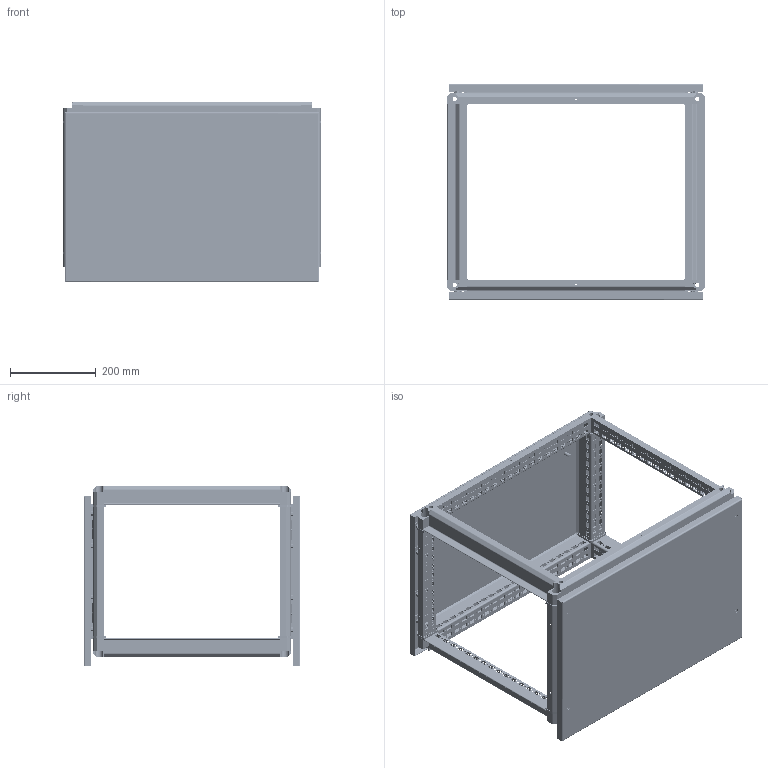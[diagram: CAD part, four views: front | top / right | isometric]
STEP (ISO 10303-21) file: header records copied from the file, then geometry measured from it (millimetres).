
FILE_DESCRIPTION(/* description */ (''),/* implementation_level */ '2;1');
FILE_NAME(/* name */ 'CE406050.stp',/* time_stamp */ '2021-07-08T09:41:01+02:00',/* author */ (''),/* organization */ (''),/* preprocessor_version */ 'ST-DEVELOPER v16.7',/* originating_system */ 'SIEMENS PLM Software NX 12.0',/* authorisation */ '');
FILE_SCHEMA (('AUTOMOTIVE_DESIGN { 1 0 10303 214 3 1 1 1 }'));
Products named in the file (19): H60309_Perfil_Hor_310_camara_embarrado; TERMINACION_PERFIL_SOLDADA; H60322_Perfil_Hor_510; ESQUINA_ACERO_TRACEPART Duplicate3; ESQUINA_ACERO_SIMETRICA_TRACEPART Duplicate2; H60322_Perfil_Hor_410; Junt_goma_Frontal_Cam_Emb_400x600; 91347_PERNO_M8x15b; H60136_Frontal_Cam_Emb_400x600247; H60858_ZN_SOPORTE PANEL TRASERO ARG+; 92697_TUERCA_REMACHABLE_M6x22_CERRADA; JUNTA PERFILES VERTICALES 2M_455M02_SIM; 455; H60136_Frontal_Cam_Emb_400x600_stp; CJTO_SOPORTE_PANEL_TRASERO; H60320_1_Sold_Perfil_Ver_400; H60331_Cuad_600X500; 400x600x500_Camara_embarrado; CE406050_stp
Assembly tree (43 placements, depth 4):
  CE406050_stp
    400x600x500_Camara_embarrado
      455  x4
      JUNTA PERFILES VERTICALES 2M_455M02_SIM  x4
      H60331_Cuad_600X500  x2
        H60322_Perfil_Hor_410
        ESQUINA_ACERO_SIMETRICA_TRACEPART Duplicate2
        ESQUINA_ACERO_TRACEPART Duplicate3
        H60322_Perfil_Hor_510
      H60320_1_Sold_Perfil_Ver_400  x4
        TERMINACION_PERFIL_SOLDADA
        H60309_Perfil_Hor_310_camara_embarrado
    CJTO_SOPORTE_PANEL_TRASERO  x8
      92697_TUERCA_REMACHABLE_M6x22_CERRADA
      H60858_ZN_SOPORTE PANEL TRASERO ARG+
    H60136_Frontal_Cam_Emb_400x600_stp  x2
      H60136_Frontal_Cam_Emb_400x600247
      91347_PERNO_M8x15b
      Junt_goma_Frontal_Cam_Emb_400x600
Bounding box: 602.57 x 505 x 421 mm (x, y, z)
Volume: 3335138.3 mm3; surface area: 4022190.6 mm2
Topology: 70 solids, 70 shells, 6552 faces, 17804 edges, 11420 vertices
Faces by surface type: plane 4268, cylinder 1548, bspline 520, cone 132, sphere 84
Full cylindrical faces by diameter (mm): 4.65 x452, 5 x16, 5.3 x8, 6.5 x16, 8 x20, 8.5 x4, 10 x20, 10.25 x16, 12.5 x8, 13.5 x8, 18.5 x8
Entity records: 52818 total; most frequent: CARTESIAN_POINT 14745, ORIENTED_EDGE 8230, DIRECTION 6675, EDGE_CURVE 4115, LINE 2733, VECTOR 2733, VERTEX_POINT 2651, EDGE_LOOP 2152
